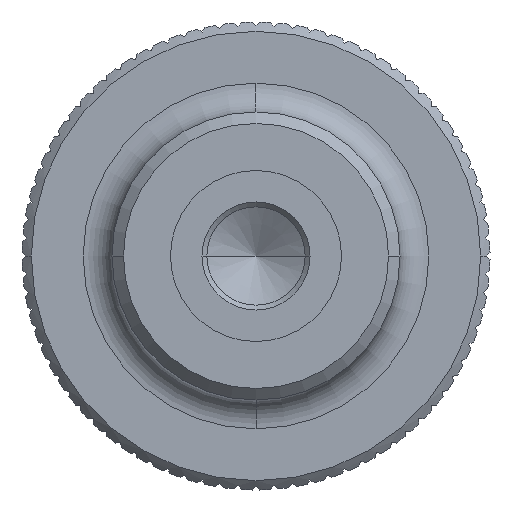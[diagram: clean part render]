
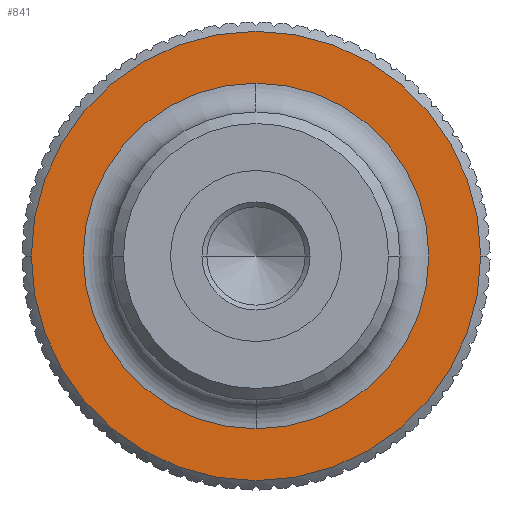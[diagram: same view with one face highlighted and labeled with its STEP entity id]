
A CAD part, front view. The second image highlights one B-rep face of the part: STEP entity #841.
In plain terms, the highlighted planar face has unit normal (0, -1, 0).
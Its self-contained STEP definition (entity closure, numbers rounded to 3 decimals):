
#841=ADVANCED_FACE('',(#1679,#1680),#1681,.T.);
#1679=FACE_OUTER_BOUND('',#2519,.T.);
#1680=FACE_BOUND('',#2520,.T.);
#1681=PLANE('',#2521);
#2519=EDGE_LOOP('',(#5157,#5158));
#2520=EDGE_LOOP('',(#5159,#5160,#5161));
#2521=AXIS2_PLACEMENT_3D('',#5162,#5163,#5164);
#5157=ORIENTED_EDGE('',*,*,#5647,.T.);
#5158=ORIENTED_EDGE('',*,*,#5355,.T.);
#5159=ORIENTED_EDGE('',*,*,#6253,.T.);
#5160=ORIENTED_EDGE('',*,*,#5214,.T.);
#5161=ORIENTED_EDGE('',*,*,#6254,.T.);
#5162=CARTESIAN_POINT('',(22.6,23.1,0.0));
#5163=DIRECTION('',(-0.0,-1.0,-0.0));
#5164=DIRECTION('',(-1.0,0.0,0.0));
#5214=EDGE_CURVE('',#6270,#6276,#6278,.T.);
#5355=EDGE_CURVE('',#6553,#6550,#6554,.T.);
#5647=EDGE_CURVE('',#6550,#6553,#7105,.T.);
#6253=EDGE_CURVE('',#7827,#6270,#7828,.T.);
#6254=EDGE_CURVE('',#6276,#7827,#7829,.T.);
#6270=VERTEX_POINT('',#7849);
#6276=VERTEX_POINT('',#7855);
#6278=CIRCLE('',#7857,19.2);
#6550=VERTEX_POINT('',#8857);
#6553=VERTEX_POINT('',#8861);
#6554=CIRCLE('',#8862,24.96);
#7105=CIRCLE('',#10887,24.96);
#7827=VERTEX_POINT('',#12548);
#7828=CIRCLE('',#12549,19.2);
#7829=CIRCLE('',#12550,19.2);
#7849=CARTESIAN_POINT('',(0.,23.1,-19.2));
#7855=CARTESIAN_POINT('',(0.,23.1,19.2));
#7857=AXIS2_PLACEMENT_3D('',#12582,#12583,#12584);
#8857=CARTESIAN_POINT('',(-24.96,23.1,0.));
#8861=CARTESIAN_POINT('',(24.96,23.1,0.));
#8862=AXIS2_PLACEMENT_3D('',#12732,#12733,#12734);
#10887=AXIS2_PLACEMENT_3D('',#13039,#13040,#13041);
#12548=CARTESIAN_POINT('',(19.2,23.1,0.0));
#12549=AXIS2_PLACEMENT_3D('',#13417,#13418,#13419);
#12550=AXIS2_PLACEMENT_3D('',#13420,#13421,#13422);
#12582=CARTESIAN_POINT('',(0.0,23.1,0.0));
#12583=DIRECTION('',(-0.0,1.0,0.0));
#12584=DIRECTION('',(1.0,0.0,0.0));
#12732=CARTESIAN_POINT('',(0.,23.1,0.));
#12733=DIRECTION('',(-0.0,-1.0,0.0));
#12734=DIRECTION('',(-1.0,0.0,0.));
#13039=CARTESIAN_POINT('',(0.,23.1,0.));
#13040=DIRECTION('',(-0.0,-1.0,0.0));
#13041=DIRECTION('',(-1.0,0.0,0.));
#13417=CARTESIAN_POINT('',(0.0,23.1,0.0));
#13418=DIRECTION('',(-0.0,1.0,0.0));
#13419=DIRECTION('',(1.0,0.0,0.0));
#13420=CARTESIAN_POINT('',(0.0,23.1,0.0));
#13421=DIRECTION('',(-0.0,1.0,0.0));
#13422=DIRECTION('',(1.0,0.0,0.0));
